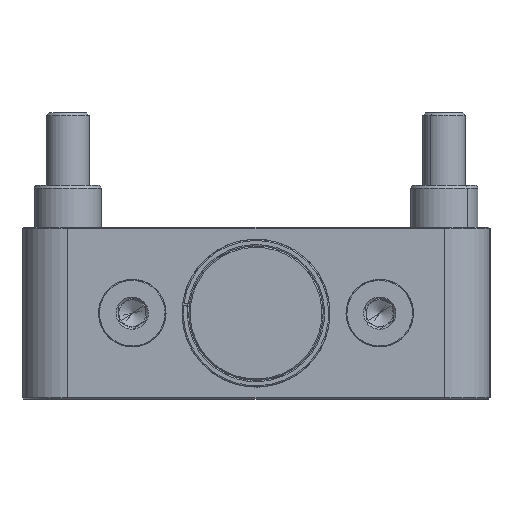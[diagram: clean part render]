
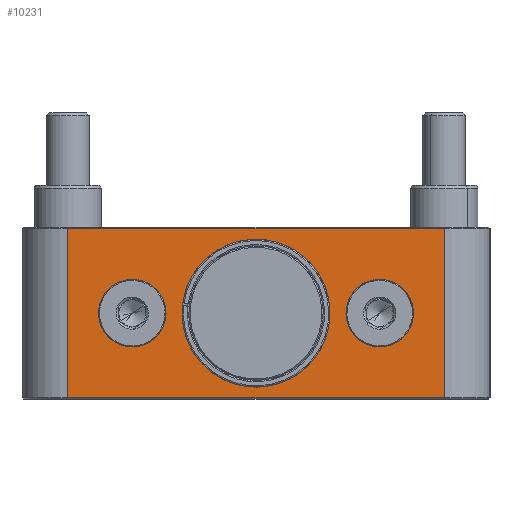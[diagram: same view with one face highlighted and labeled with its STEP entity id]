
A CAD part, front view. The second image highlights one B-rep face of the part: STEP entity #10231.
In plain terms, the highlighted planar face has unit normal (0, -1, 0).
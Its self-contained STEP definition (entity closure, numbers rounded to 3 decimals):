
#101 = CARTESIAN_POINT ( 'NONE',  ( 0., -60., 0. ) ) ;
#219 = ORIENTED_EDGE ( 'NONE', *, *, #580, .T. ) ;
#263 = EDGE_LOOP ( 'NONE', ( #7435, #6530 ) ) ;
#275 = ORIENTED_EDGE ( 'NONE', *, *, #9391, .F. ) ;
#580 = EDGE_CURVE ( 'NONE', #8012, #21179, #20443, .T. ) ;
#1003 = ORIENTED_EDGE ( 'NONE', *, *, #10358, .T. ) ;
#1015 = CIRCLE ( 'NONE', #13925, 12.55 ) ;
#1629 = DIRECTION ( 'NONE',  ( 0., 0., -1. ) ) ;
#1732 = DIRECTION ( 'NONE',  ( 0., 0., -1. ) ) ;
#2266 = ORIENTED_EDGE ( 'NONE', *, *, #10651, .T. ) ;
#2607 = AXIS2_PLACEMENT_3D ( 'NONE', #8990, #5314, #1629 ) ;
#2890 = CARTESIAN_POINT ( 'NONE',  ( 70., -60., -32. ) ) ;
#3154 = CIRCLE ( 'NONE', #13064, 27.5 ) ;
#3212 = CARTESIAN_POINT ( 'NONE',  ( 46., -60., 0. ) ) ;
#3464 = EDGE_LOOP ( 'NONE', ( #9165, #275 ) ) ;
#4392 = DIRECTION ( 'NONE',  ( 0., 0., -1. ) ) ;
#4775 = VERTEX_POINT ( 'NONE', #21942 ) ;
#4969 = EDGE_LOOP ( 'NONE', ( #2266, #219, #8653, #1003 ) ) ;
#5079 = CARTESIAN_POINT ( 'NONE',  ( 0., -60., 0. ) ) ;
#5305 = EDGE_LOOP ( 'NONE', ( #14338, #6613 ) ) ;
#5314 = DIRECTION ( 'NONE',  ( 0., -1., 0. ) ) ;
#5449 = VERTEX_POINT ( 'NONE', #18788 ) ;
#5616 = CARTESIAN_POINT ( 'NONE',  ( -46., -60., -12.55 ) ) ;
#5692 = PLANE ( 'NONE',  #9046 ) ;
#5714 = CIRCLE ( 'NONE', #12706, 27.5 ) ;
#5956 = VERTEX_POINT ( 'NONE', #17259 ) ;
#6100 = DIRECTION ( 'NONE',  ( 0., -1., 0. ) ) ;
#6530 = ORIENTED_EDGE ( 'NONE', *, *, #10799, .F. ) ;
#6553 = DIRECTION ( 'NONE',  ( 0., 0., -1. ) ) ;
#6580 = DIRECTION ( 'NONE',  ( 0., -1., 0. ) ) ;
#6613 = ORIENTED_EDGE ( 'NONE', *, *, #11262, .F. ) ;
#6625 = EDGE_CURVE ( 'NONE', #22473, #15285, #15898, .T. ) ;
#7085 = DIRECTION ( 'NONE',  ( 0., 0., -1. ) ) ;
#7230 = VECTOR ( 'NONE', #14585, 1000. ) ;
#7435 = ORIENTED_EDGE ( 'NONE', *, *, #10891, .F. ) ;
#8012 = VERTEX_POINT ( 'NONE', #14644 ) ;
#8353 = VERTEX_POINT ( 'NONE', #13306 ) ;
#8653 = ORIENTED_EDGE ( 'NONE', *, *, #20860, .T. ) ;
#8923 = DIRECTION ( 'NONE',  ( 0., 0., -1. ) ) ;
#8990 = CARTESIAN_POINT ( 'NONE',  ( -46., -60., 0. ) ) ;
#9022 = FACE_BOUND ( 'NONE', #3464, .T. ) ;
#9046 = AXIS2_PLACEMENT_3D ( 'NONE', #17609, #12493, #7085 ) ;
#9165 = ORIENTED_EDGE ( 'NONE', *, *, #6625, .F. ) ;
#9313 = CARTESIAN_POINT ( 'NONE',  ( 70., -60., -31.5 ) ) ;
#9391 = EDGE_CURVE ( 'NONE', #15285, #22473, #1015, .T. ) ;
#9565 = DIRECTION ( 'NONE',  ( 0., -1., 0. ) ) ;
#9887 = AXIS2_PLACEMENT_3D ( 'NONE', #3212, #15454, #6553 ) ;
#10231 = ADVANCED_FACE ( 'NONE', ( #9022, #16094, #22785, #21501 ), #5692, .T. ) ;
#10318 = VECTOR ( 'NONE', #20554, 1000. ) ;
#10358 = EDGE_CURVE ( 'NONE', #14600, #5449, #22065, .T. ) ;
#10651 = EDGE_CURVE ( 'NONE', #5449, #8012, #18596, .T. ) ;
#10711 = VERTEX_POINT ( 'NONE', #22396 ) ;
#10799 = EDGE_CURVE ( 'NONE', #10711, #8353, #3154, .T. ) ;
#10891 = EDGE_CURVE ( 'NONE', #8353, #10711, #5714, .T. ) ;
#11262 = EDGE_CURVE ( 'NONE', #4775, #5956, #12119, .T. ) ;
#11300 = CARTESIAN_POINT ( 'NONE',  ( 46., -60., 0. ) ) ;
#11411 = CARTESIAN_POINT ( 'NONE',  ( -70., -60., -32. ) ) ;
#11973 = VECTOR ( 'NONE', #14804, 1000. ) ;
#12019 = VECTOR ( 'NONE', #8923, 1000. ) ;
#12119 = CIRCLE ( 'NONE', #9887, 12.55 ) ;
#12493 = DIRECTION ( 'NONE',  ( 0., -1., 0. ) ) ;
#12706 = AXIS2_PLACEMENT_3D ( 'NONE', #101, #16047, #1732 ) ;
#13047 = CARTESIAN_POINT ( 'NONE',  ( -87., -60., -31.5 ) ) ;
#13064 = AXIS2_PLACEMENT_3D ( 'NONE', #5079, #6580, #13615 ) ;
#13136 = DIRECTION ( 'NONE',  ( 0., 0., -1. ) ) ;
#13306 = CARTESIAN_POINT ( 'NONE',  ( 0., -60., -27.5 ) ) ;
#13615 = DIRECTION ( 'NONE',  ( 0., 0., -1. ) ) ;
#13925 = AXIS2_PLACEMENT_3D ( 'NONE', #19752, #6100, #13136 ) ;
#14338 = ORIENTED_EDGE ( 'NONE', *, *, #19246, .F. ) ;
#14585 = DIRECTION ( 'NONE',  ( -1., 0., 0. ) ) ;
#14600 = VERTEX_POINT ( 'NONE', #20801 ) ;
#14644 = CARTESIAN_POINT ( 'NONE',  ( -70., -60., -31.5 ) ) ;
#14804 = DIRECTION ( 'NONE',  ( 1., 0., 0. ) ) ;
#15060 = CIRCLE ( 'NONE', #16913, 12.55 ) ;
#15285 = VERTEX_POINT ( 'NONE', #21219 ) ;
#15454 = DIRECTION ( 'NONE',  ( 0., -1., 0. ) ) ;
#15898 = CIRCLE ( 'NONE', #2607, 12.55 ) ;
#16047 = DIRECTION ( 'NONE',  ( 0., -1., 0. ) ) ;
#16094 = FACE_BOUND ( 'NONE', #5305, .T. ) ;
#16753 = LINE ( 'NONE', #2890, #10318 ) ;
#16913 = AXIS2_PLACEMENT_3D ( 'NONE', #11300, #9565, #4392 ) ;
#17259 = CARTESIAN_POINT ( 'NONE',  ( 46., -60., -12.55 ) ) ;
#17609 = CARTESIAN_POINT ( 'NONE',  ( -87., -60., -32. ) ) ;
#18596 = LINE ( 'NONE', #11411, #12019 ) ;
#18788 = CARTESIAN_POINT ( 'NONE',  ( -70., -60., 31.5 ) ) ;
#19246 = EDGE_CURVE ( 'NONE', #5956, #4775, #15060, .T. ) ;
#19752 = CARTESIAN_POINT ( 'NONE',  ( -46., -60., 0. ) ) ;
#20003 = CARTESIAN_POINT ( 'NONE',  ( -70., -60., 31.5 ) ) ;
#20443 = LINE ( 'NONE', #13047, #11973 ) ;
#20554 = DIRECTION ( 'NONE',  ( 0., 0., 1. ) ) ;
#20801 = CARTESIAN_POINT ( 'NONE',  ( 70., -60., 31.5 ) ) ;
#20860 = EDGE_CURVE ( 'NONE', #21179, #14600, #16753, .T. ) ;
#21179 = VERTEX_POINT ( 'NONE', #9313 ) ;
#21219 = CARTESIAN_POINT ( 'NONE',  ( -46., -60., 12.55 ) ) ;
#21501 = FACE_OUTER_BOUND ( 'NONE', #4969, .T. ) ;
#21942 = CARTESIAN_POINT ( 'NONE',  ( 46., -60., 12.55 ) ) ;
#22065 = LINE ( 'NONE', #20003, #7230 ) ;
#22396 = CARTESIAN_POINT ( 'NONE',  ( 0., -60., 27.5 ) ) ;
#22473 = VERTEX_POINT ( 'NONE', #5616 ) ;
#22785 = FACE_BOUND ( 'NONE', #263, .T. ) ;
